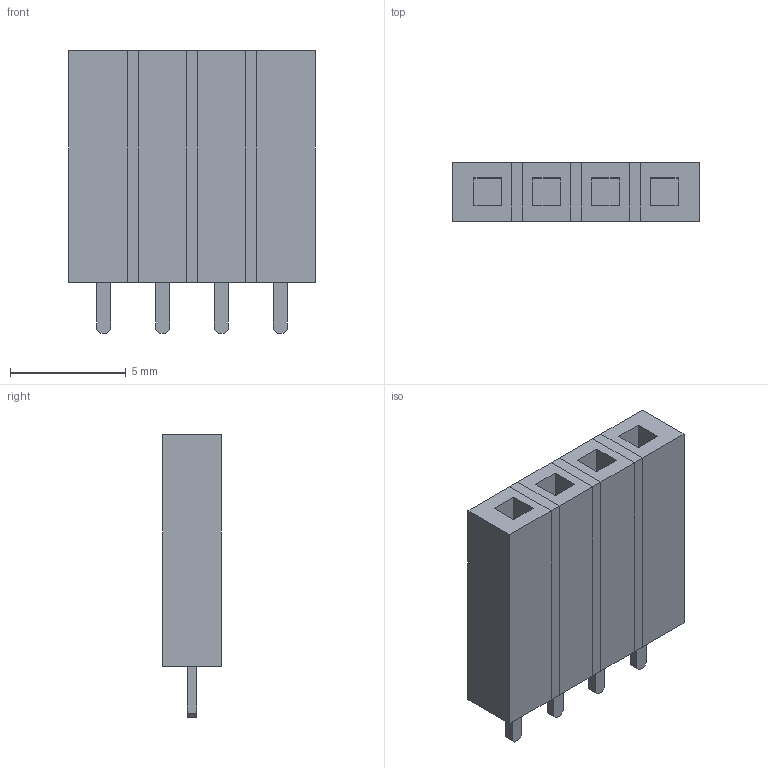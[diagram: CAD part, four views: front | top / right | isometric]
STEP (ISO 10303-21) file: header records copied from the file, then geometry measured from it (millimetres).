
FILE_DESCRIPTION (( 'STEP AP214' ), '1' );
FILE_NAME ('PBS-4.STEP', '2019-11-21T13:01:27', ( 'Elessar' ), ( '' ), 'SwSTEP 2.0', 'SolidWorks 2018', '' );
FILE_SCHEMA (( 'AUTOMOTIVE_DESIGN' ));
Length unit declared in the file: millimetre
Products named in the file (1): PBS-4
Bounding box: 10.66 x 2.54 x 12.2 mm (x, y, z)
Volume: 270.6 mm3; surface area: 659.6 mm2
Topology: 4 solids, 4 shells, 72 faces, 168 edges, 112 vertices
Faces by surface type: plane 72
Entity records: 2381 total; most frequent: CARTESIAN_POINT 353, ORIENTED_EDGE 336, DIRECTION 314, EDGE_CURVE 168, LINE 168, VECTOR 168, VERTEX_POINT 112, EDGE_LOOP 80
